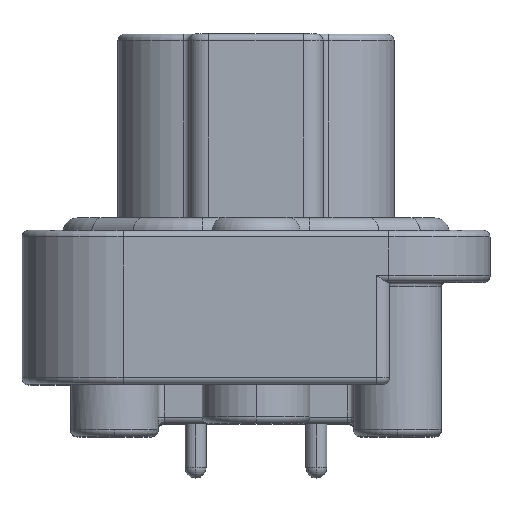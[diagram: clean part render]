
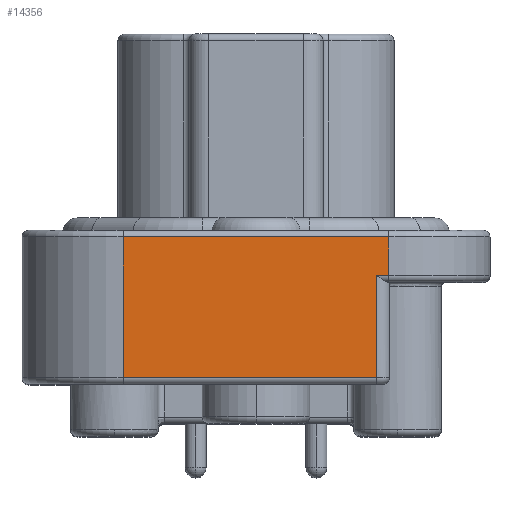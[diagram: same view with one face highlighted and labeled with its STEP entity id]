
A CAD part, top view. The second image highlights one B-rep face of the part: STEP entity #14356.
In plain terms, the highlighted planar face has unit normal (0, 0, 1).
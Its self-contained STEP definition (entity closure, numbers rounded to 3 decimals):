
#4198=DIRECTION('',(1.,0.,0.));
#4199=VECTOR('',#4198,0.95);
#4200=CARTESIAN_POINT('',(9.055,8.2,21.4));
#4201=LINE('',#4200,#4199);
#4202=DIRECTION('',(0.,1.,0.));
#4203=VECTOR('',#4202,10.6);
#4204=CARTESIAN_POINT('',(-10.005,0.5,21.4));
#4205=LINE('',#4204,#4203);
#4206=DIRECTION('',(1.,0.,0.));
#4207=VECTOR('',#4206,20.01);
#4208=CARTESIAN_POINT('',(-10.005,11.1,21.4));
#4209=LINE('',#4208,#4207);
#4230=DIRECTION('',(0.,1.,0.));
#4231=VECTOR('',#4230,2.9);
#4232=CARTESIAN_POINT('',(10.005,8.2,21.4));
#4233=LINE('',#4232,#4231);
#4967=DIRECTION('',(0.,1.,0.));
#4968=VECTOR('',#4967,7.7);
#4969=CARTESIAN_POINT('',(9.055,0.5,21.4));
#4970=LINE('',#4969,#4968);
#4986=DIRECTION('',(1.,0.,0.));
#4987=VECTOR('',#4986,19.06);
#4988=CARTESIAN_POINT('',(-10.005,0.5,21.4));
#4989=LINE('',#4988,#4987);
#7021=CARTESIAN_POINT('',(10.005,11.1,21.4));
#7023=VERTEX_POINT('',#7021);
#7047=CARTESIAN_POINT('',(-10.005,11.1,21.4));
#7048=VERTEX_POINT('',#7047);
#7049=CARTESIAN_POINT('',(-10.005,0.5,21.4));
#7050=VERTEX_POINT('',#7049);
#7785=CARTESIAN_POINT('',(10.005,8.2,21.4));
#7786=VERTEX_POINT('',#7785);
#7789=CARTESIAN_POINT('',(9.055,8.2,21.4));
#7790=VERTEX_POINT('',#7789);
#7798=CARTESIAN_POINT('',(9.055,0.5,21.4));
#7800=VERTEX_POINT('',#7798);
#14338=CARTESIAN_POINT('',(-10.005,0.,21.4));
#14339=DIRECTION('',(0.,0.,1.));
#14340=DIRECTION('',(1.,0.,0.));
#14341=AXIS2_PLACEMENT_3D('',#14338,#14339,#14340);
#14342=PLANE('',#14341);
#14344=ORIENTED_EDGE('',*,*,#14343,.F.);
#14346=ORIENTED_EDGE('',*,*,#14345,.F.);
#14348=ORIENTED_EDGE('',*,*,#14347,.F.);
#14350=ORIENTED_EDGE('',*,*,#14349,.T.);
#14351=ORIENTED_EDGE('',*,*,#14332,.T.);
#14353=ORIENTED_EDGE('',*,*,#14352,.F.);
#14354=EDGE_LOOP('',(#14344,#14346,#14348,#14350,#14351,#14353));
#14355=FACE_OUTER_BOUND('',#14354,.F.);
#14356=ADVANCED_FACE('',(#14355),#14342,.T.);
#14332=EDGE_CURVE('',#7048,#7023,#4209,.T.);
#14343=EDGE_CURVE('',#7790,#7786,#4201,.T.);
#14345=EDGE_CURVE('',#7800,#7790,#4970,.T.);
#14347=EDGE_CURVE('',#7050,#7800,#4989,.T.);
#14349=EDGE_CURVE('',#7050,#7048,#4205,.T.);
#14352=EDGE_CURVE('',#7786,#7023,#4233,.T.);
